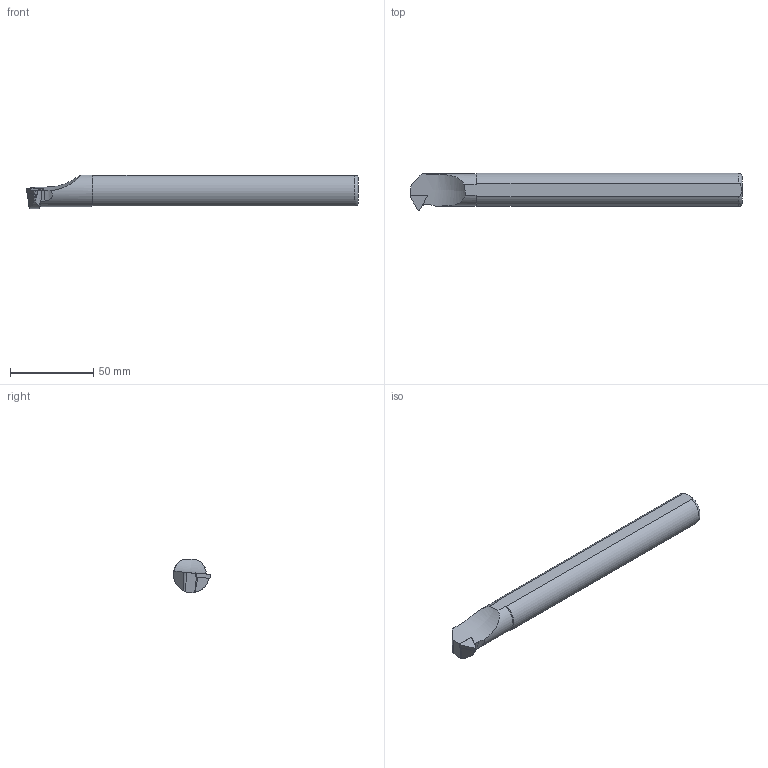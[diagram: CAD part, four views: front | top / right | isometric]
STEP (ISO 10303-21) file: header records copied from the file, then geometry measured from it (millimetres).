
FILE_DESCRIPTION(/* description */ (''),/* implementation_level */ '2;1');
FILE_NAME(/* name */ 'S20R-ST-CR-11.stp',/* time_stamp */ '2023-10-18T17:15:06+03:00',/* author */ (''),/* organization */ (''),/* preprocessor_version */ 'ST-DEVELOPER v19.4',/* originating_system */ 'SIEMENS PLM Software NX2306.3001',/* authorisation */ '');
FILE_SCHEMA (('AUTOMOTIVE_DESIGN { 1 0 10303 214 3 1 1 1 }'));
Length unit declared in the file: millimetre
Products named in the file (1): model1_objects
Bounding box: 199.71 x 22.6 x 19.95 mm (x, y, z)
Volume: 56898.9 mm3; surface area: 12723.6 mm2
Topology: 2 solids, 2 shells, 35 faces, 91 edges, 60 vertices
Faces by surface type: plane 17, cone 11, cylinder 5, bspline 1, torus 1
Entity records: 1517 total; most frequent: CARTESIAN_POINT 607, ORIENTED_EDGE 178, DIRECTION 155, EDGE_CURVE 89, VERTEX_POINT 59, AXIS2_PLACEMENT_3D 59, LINE 37, VECTOR 37
